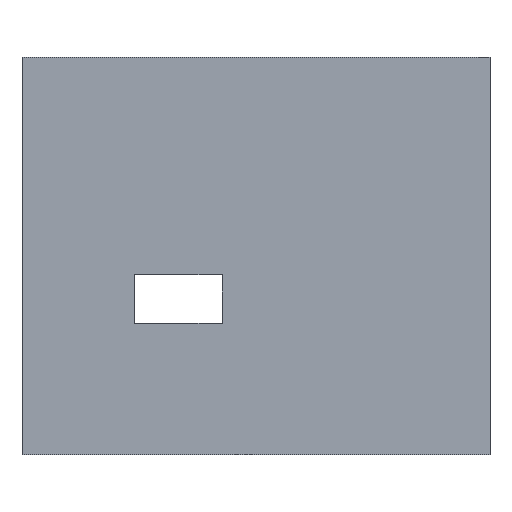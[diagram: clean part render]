
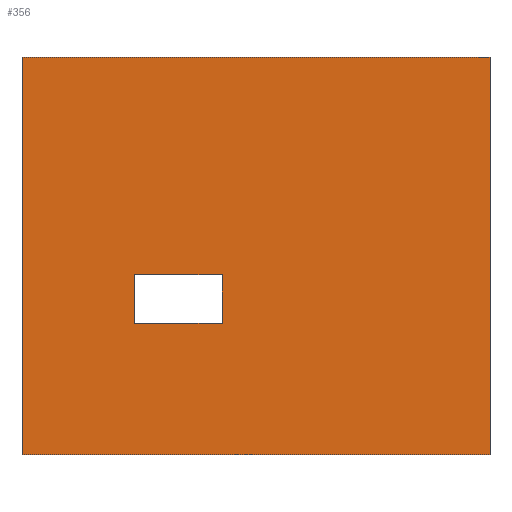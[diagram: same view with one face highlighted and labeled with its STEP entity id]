
A CAD part, front view. The second image highlights one B-rep face of the part: STEP entity #356.
In plain terms, the highlighted planar face has unit normal (0, -1, 0).
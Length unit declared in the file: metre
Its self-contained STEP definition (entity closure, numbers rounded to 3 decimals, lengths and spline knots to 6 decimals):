
#155=CARTESIAN_POINT('',(-2.3749,-0.2032,-1.31445));
#156=VERTEX_POINT('',#155);
#163=CARTESIAN_POINT('',(-0.6604,-0.2032,-1.31445));
#164=VERTEX_POINT('',#163);
#165=CARTESIAN_POINT('',(-0.6604,-0.2032,-1.31445));
#166=DIRECTION('',(-1.0,0.0,0.0));
#167=VECTOR('',#166,1.7145);
#168=LINE('',#165,#167);
#169=EDGE_CURVE('',#164,#156,#168,.T.);
#193=CARTESIAN_POINT('',(-2.3749,-0.2032,-0.3683));
#194=VERTEX_POINT('',#193);
#211=CARTESIAN_POINT('',(-0.6604,-0.2032,-0.3683));
#212=VERTEX_POINT('',#211);
#219=CARTESIAN_POINT('',(-2.3749,-0.2032,-0.3683));
#220=DIRECTION('',(1.0,0.0,0.0));
#221=VECTOR('',#220,1.7145);
#222=LINE('',#219,#221);
#223=EDGE_CURVE('',#194,#212,#222,.T.);
#281=CARTESIAN_POINT('',(-2.3749,-0.2032,-1.31445));
#282=DIRECTION('',(0.0,0.0,1.0));
#283=VECTOR('',#282,0.94615);
#284=LINE('',#281,#283);
#285=EDGE_CURVE('',#156,#194,#284,.T.);
#306=CARTESIAN_POINT('',(0.,-0.2032,0.0));
#307=DIRECTION('',(0.0,1.0,0.0));
#308=DIRECTION('',(0.0,0.0,1.0));
#309=AXIS2_PLACEMENT_3D('',#306,#307,#308);
#310=PLANE('',#309);
#311=CARTESIAN_POINT('',(-4.572,-0.2032,3.8862));
#312=VERTEX_POINT('',#311);
#313=CARTESIAN_POINT('',(-4.572,-0.2032,-3.8862));
#314=VERTEX_POINT('',#313);
#315=CARTESIAN_POINT('',(-4.572,-0.2032,3.8862));
#316=DIRECTION('',(0.0,0.0,-1.0));
#317=VECTOR('',#316,7.7724);
#318=LINE('',#315,#317);
#319=EDGE_CURVE('',#312,#314,#318,.T.);
#320=ORIENTED_EDGE('',*,*,#319,.T.);
#321=CARTESIAN_POINT('',(4.572,-0.2032,-3.8862));
#322=VERTEX_POINT('',#321);
#323=CARTESIAN_POINT('',(-4.572,-0.2032,-3.8862));
#324=DIRECTION('',(1.0,0.0,0.0));
#325=VECTOR('',#324,9.144);
#326=LINE('',#323,#325);
#327=EDGE_CURVE('',#314,#322,#326,.T.);
#328=ORIENTED_EDGE('',*,*,#327,.T.);
#329=CARTESIAN_POINT('',(4.572,-0.2032,3.8862));
#330=VERTEX_POINT('',#329);
#331=CARTESIAN_POINT('',(4.572,-0.2032,-3.8862));
#332=DIRECTION('',(0.0,0.0,1.0));
#333=VECTOR('',#332,7.7724);
#334=LINE('',#331,#333);
#335=EDGE_CURVE('',#322,#330,#334,.T.);
#336=ORIENTED_EDGE('',*,*,#335,.T.);
#337=CARTESIAN_POINT('',(4.572,-0.2032,3.8862));
#338=DIRECTION('',(-1.0,0.0,0.0));
#339=VECTOR('',#338,9.144);
#340=LINE('',#337,#339);
#341=EDGE_CURVE('',#330,#312,#340,.T.);
#342=ORIENTED_EDGE('',*,*,#341,.T.);
#343=EDGE_LOOP('',(#320,#328,#336,#342));
#344=FACE_OUTER_BOUND('',#343,.T.);
#345=CARTESIAN_POINT('',(-0.6604,-0.2032,-0.3683));
#346=DIRECTION('',(0.0,0.0,-1.0));
#347=VECTOR('',#346,0.94615);
#348=LINE('',#345,#347);
#349=EDGE_CURVE('',#212,#164,#348,.T.);
#350=ORIENTED_EDGE('',*,*,#349,.T.);
#351=ORIENTED_EDGE('',*,*,#169,.T.);
#352=ORIENTED_EDGE('',*,*,#285,.T.);
#353=ORIENTED_EDGE('',*,*,#223,.T.);
#354=EDGE_LOOP('',(#350,#351,#352,#353));
#355=FACE_BOUND('',#354,.T.);
#356=ADVANCED_FACE('',(#344,#355),#310,.F.);
